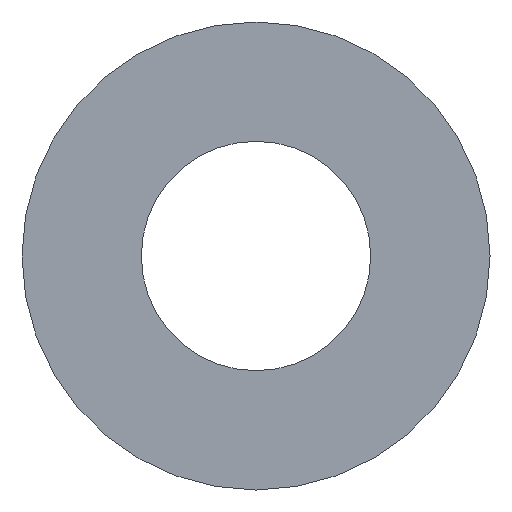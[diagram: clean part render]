
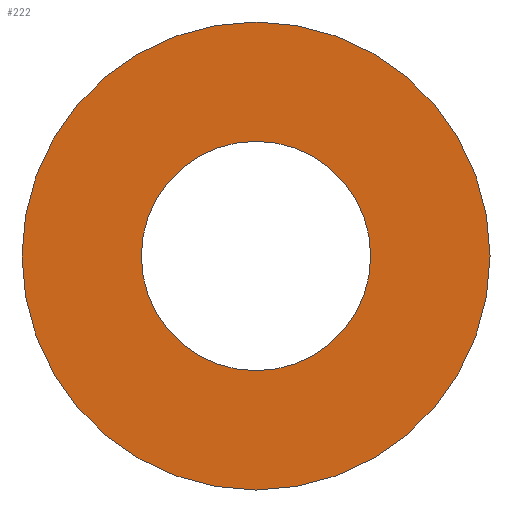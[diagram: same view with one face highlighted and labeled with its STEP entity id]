
A CAD part, left-side view. The second image highlights one B-rep face of the part: STEP entity #222.
In plain terms, the highlighted planar face has unit normal (-1, 0, 0).
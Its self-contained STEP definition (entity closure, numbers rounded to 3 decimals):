
#61=PLANE($,#242);
#74=FACE_BOUND($,#95,.T.);
#75=FACE_BOUND($,#96,.T.);
#95=EDGE_LOOP($,(#172));
#96=EDGE_LOOP($,(#173));
#107=CIRCLE($,#236,9.316);
#110=CIRCLE($,#241,19.);
#111=VERTEX_POINT($,#314);
#122=VERTEX_POINT($,#338);
#131=EDGE_CURVE($,#111,#111,#107,.T.);
#142=EDGE_CURVE($,#122,#122,#110,.T.);
#172=ORIENTED_EDGE($,*,*,#131,.T.);
#173=ORIENTED_EDGE($,*,*,#142,.T.);
#222=ADVANCED_FACE($,(#74,#75),#61,.F.);
#236=AXIS2_PLACEMENT_3D($,#315,#256,#257);
#241=AXIS2_PLACEMENT_3D($,#339,#274,#275);
#242=AXIS2_PLACEMENT_3D($,#340,#276,#277);
#256=DIRECTION('center_axis',(1.,0.,0.));
#257=DIRECTION('ref_axis',(0.,0.,1.));
#274=DIRECTION('center_axis',(-1.,0.,0.));
#275=DIRECTION('ref_axis',(0.,0.,-1.));
#276=DIRECTION('center_axis',(1.,0.,0.));
#277=DIRECTION('ref_axis',(0.,0.,-1.));
#314=CARTESIAN_POINT('',(-3.,0.,-9.316));
#315=CARTESIAN_POINT('Origin',(-3.,0.,0.));
#338=CARTESIAN_POINT('',(-3.,0.,19.));
#339=CARTESIAN_POINT('Origin',(-3.,0.,0.));
#340=CARTESIAN_POINT('Origin',(-3.,0.,0.));
